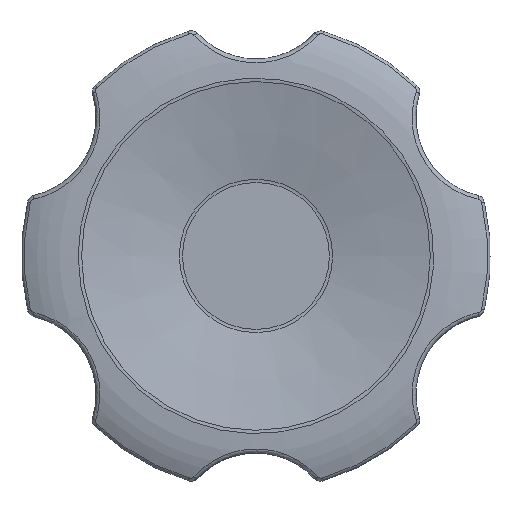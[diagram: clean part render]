
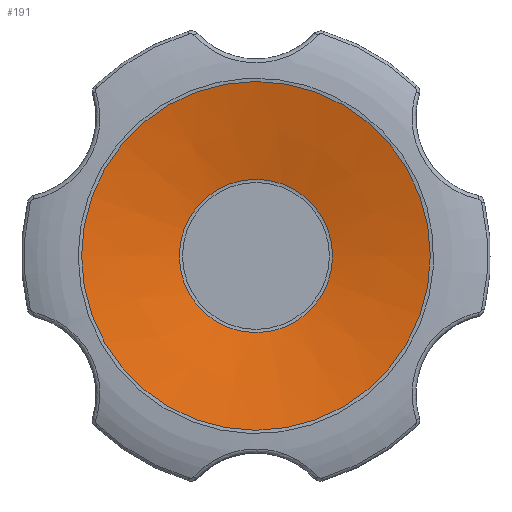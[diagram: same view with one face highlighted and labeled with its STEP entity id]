
A CAD part, top view. The second image highlights one B-rep face of the part: STEP entity #191.
In plain terms, the highlighted conical face has half-angle 76.908 degrees and reference radius 18.75 mm.
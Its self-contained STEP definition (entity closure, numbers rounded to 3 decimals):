
#191 = ADVANCED_FACE( '', ( #434, #435 ), #436, .F. );
#434 = FACE_BOUND( '', #2770, .T. );
#435 = FACE_OUTER_BOUND( '', #2771, .T. );
#436 = CONICAL_SURFACE( '', #2772, 18.75, 1.342 );
#2770 = EDGE_LOOP( '', ( #6082 ) );
#2771 = EDGE_LOOP( '', ( #6083 ) );
#2772 = AXIS2_PLACEMENT_3D( '', #6084, #6085, #6086 );
#6082 = ORIENTED_EDGE( '', *, *, #6515, .T. );
#6083 = ORIENTED_EDGE( '', *, *, #6522, .T. );
#6084 = CARTESIAN_POINT( '', ( 0., 0., 32. ) );
#6085 = DIRECTION( '', ( 0., 0., 1. ) );
#6086 = DIRECTION( '', ( 1., 0., 0. ) );
#6515 = EDGE_CURVE( '', #6867, #6867, #6868, .F. );
#6522 = EDGE_CURVE( '', #6878, #6878, #6879, .F. );
#6867 = VERTEX_POINT( '', #8960 );
#6868 = CIRCLE( '', #8961, 8.168 );
#6878 = VERTEX_POINT( '', #9029 );
#6879 = CIRCLE( '', #9030, 18.578 );
#8960 = CARTESIAN_POINT( '', ( 8.168, 0., 29.539 ) );
#8961 = AXIS2_PLACEMENT_3D( '', #10284, #10285, #10286 );
#9029 = CARTESIAN_POINT( '', ( -18.578, 0., 31.96 ) );
#9030 = AXIS2_PLACEMENT_3D( '', #10296, #10297, #10298 );
#10284 = CARTESIAN_POINT( '', ( 0., 0., 29.539 ) );
#10285 = DIRECTION( '', ( 0., 0., 1. ) );
#10286 = DIRECTION( '', ( 1., 0., 0. ) );
#10296 = CARTESIAN_POINT( '', ( 0., 0., 31.96 ) );
#10297 = DIRECTION( '', ( 0., 0., -1. ) );
#10298 = DIRECTION( '', ( -1., 0., 0. ) );
